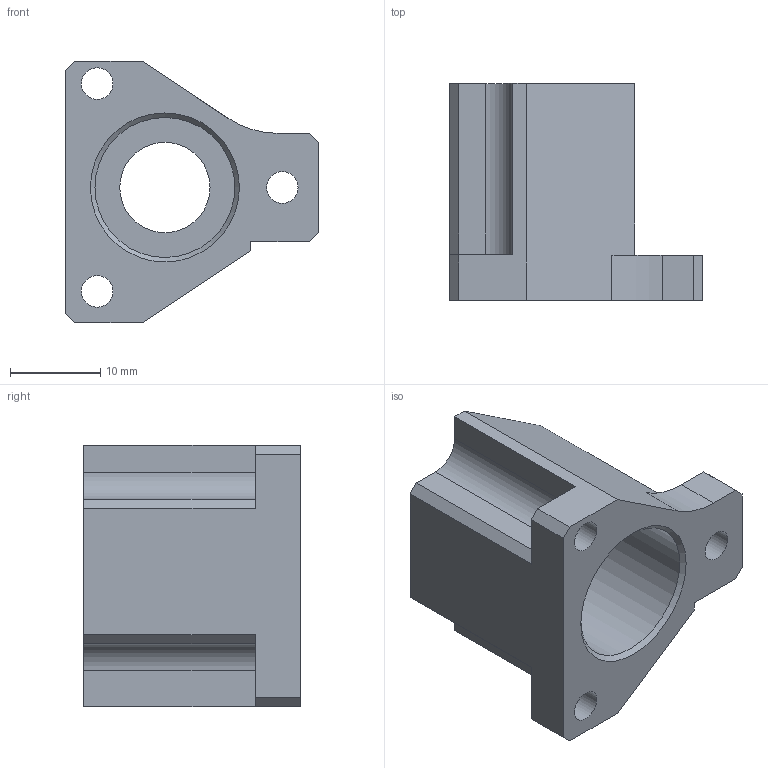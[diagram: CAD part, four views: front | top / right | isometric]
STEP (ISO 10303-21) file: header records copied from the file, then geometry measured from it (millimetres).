
FILE_DESCRIPTION(/* description */ (''),/* implementation_level */ '2;1');
FILE_NAME(/* name */ 'Z_BUSH_HOLDER.stp',/* time_stamp */ '2022-07-20T21:18:38+09:00',/* author */ (''),/* organization */ (''),/* preprocessor_version */ 'ST-DEVELOPER v16.7',/* originating_system */ '',/* authorisation */ '');
FILE_SCHEMA (('AUTOMOTIVE_DESIGN { 1 0 10303 214 3 1 1 1 }'));
Length unit declared in the file: millimetre
Products named in the file (1): Z_BUSH_HOLDER
Bounding box: 28 x 24 x 29 mm (x, y, z)
Volume: 6385.1 mm3; surface area: 4327.3 mm2
Topology: 1 solids, 1 shells, 34 faces, 94 edges, 64 vertices
Faces by surface type: plane 25, cylinder 8, cone 1
Full cylindrical faces by diameter (mm): 3.5 x3, 10 x1, 15.5 x1
Entity records: 1102 total; most frequent: CARTESIAN_POINT 184, DIRECTION 175, ORIENTED_EDGE 172, EDGE_CURVE 86, LINE 69, VECTOR 69, VERTEX_POINT 61, AXIS2_PLACEMENT_3D 53
